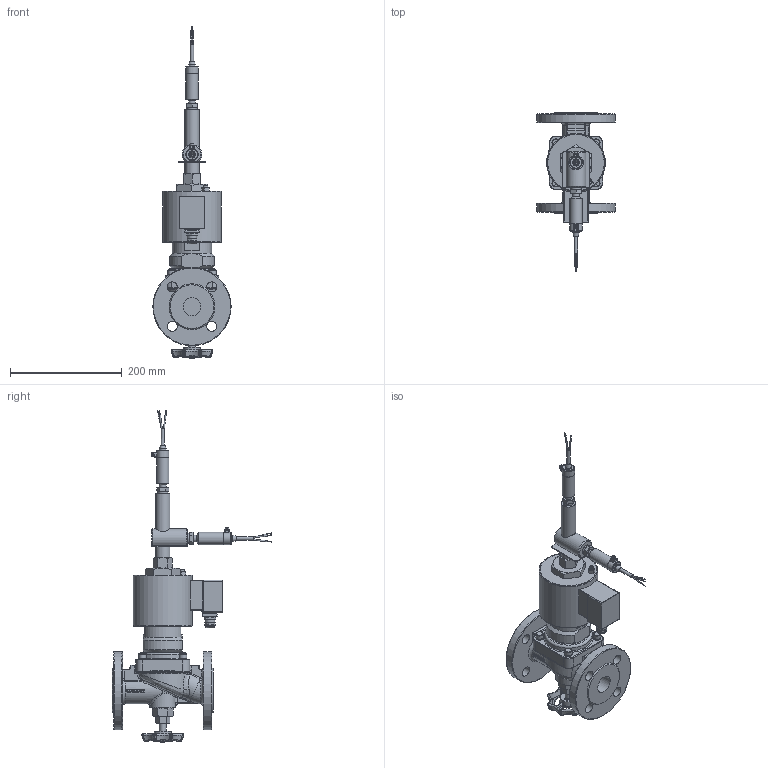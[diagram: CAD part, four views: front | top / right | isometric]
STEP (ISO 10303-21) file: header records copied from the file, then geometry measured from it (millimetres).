
FILE_DESCRIPTION(/* description */ ('3D-Modell'),/* implementation_level */ '2;1');
FILE_NAME(/* name */ '037.001617_B3704-0504-.278-IJ.stp',/* time_stamp */ '2024-06-25T15:50:35+02:00',/* author */ ('CBeuthner'),/* organization */ (''),/* preprocessor_version */ 'ST-DEVELOPER v16.1',/* originating_system */ 'Autodesk Inventor 2016',/* authorisation */ '');
FILE_SCHEMA (('CONFIG_CONTROL_DESIGN'));
Products named in the file (1): 88-006482
Bounding box: 140 x 284.49 x 593.59 mm (x, y, z)
Volume: 149819.7 mm3; surface area: 259608.9 mm2
Topology: 1 solids, 2 shells, 1684 faces, 4382 edges, 2780 vertices
Faces by surface type: plane 692, bspline 464, cylinder 262, cone 150, torus 108, sphere 8
Full cylindrical faces by diameter (mm): 1 x6, 2 x6, 4 x2, 4.51 x1, 6 x2, 6.647 x4, 7 x2, 7.3 x2, 8 x4, 8.5 x1, 10 x1, 12 x5, 13 x4, 17 x2, 18 x10, 21.9 x2, 22 x4, 25.6 x2, 25.9 x1, 30 x1, 30.959 x1, 32 x2, 46 x1, 70 x1, 85 x1, 101.16 x2, 105.16 x1, 140 x2
Entity records: 82042 total; most frequent: CARTESIAN_POINT 43838, ORIENTED_EDGE 8354, DIRECTION 6142, EDGE_CURVE 4176, VERTEX_POINT 2721, AXIS2_PLACEMENT_3D 2232, EDGE_LOOP 1948, FACE_OUTER_BOUND 1684
